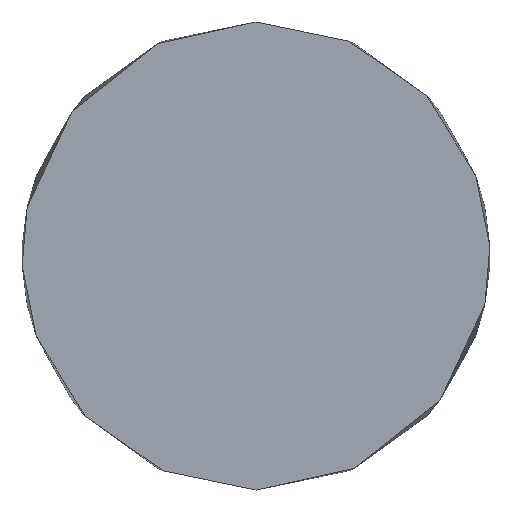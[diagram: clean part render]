
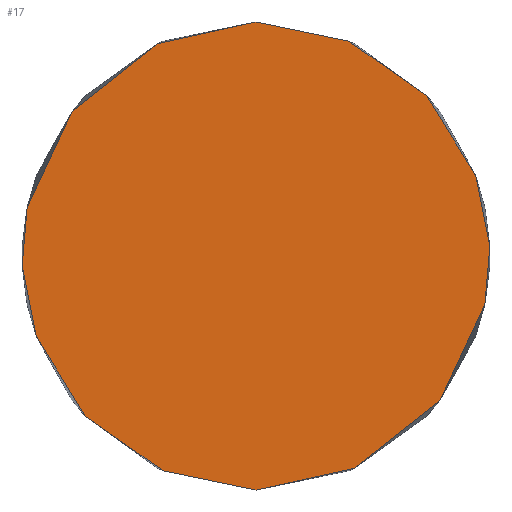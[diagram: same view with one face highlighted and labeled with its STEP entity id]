
A CAD part, front view. The second image highlights one B-rep face of the part: STEP entity #17.
In plain terms, the highlighted free-form (B-spline) face has degree [1, 1] with [2, 2] control points.
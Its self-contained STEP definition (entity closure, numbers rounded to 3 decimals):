
#17=ADVANCED_FACE('',(#21),#55,.T.);
#21=FACE_OUTER_BOUND('',#25,.T.);
#25=EDGE_LOOP('',(#36,#37));
#36=ORIENTED_EDGE('',*,*,#40,.F.);
#37=ORIENTED_EDGE('',*,*,#43,.F.);
#40=EDGE_CURVE('',#52,#53,#47,.T.);
#43=EDGE_CURVE('',#53,#52,#49,.T.);
#47=(
BOUNDED_CURVE()
B_SPLINE_CURVE(2,(#207,#208,#209,#210,#211),.UNSPECIFIED.,.F.,.F.)
B_SPLINE_CURVE_WITH_KNOTS((3,2,3),(0.,6.283,12.566),
 .UNSPECIFIED.)
CURVE()
GEOMETRIC_REPRESENTATION_ITEM()
RATIONAL_B_SPLINE_CURVE((1.,0.707,1.,0.707,1.))
REPRESENTATION_ITEM('')
);
#49=(
BOUNDED_CURVE()
B_SPLINE_CURVE(2,(#219,#220,#221,#222,#223),.UNSPECIFIED.,.F.,.F.)
B_SPLINE_CURVE_WITH_KNOTS((3,2,3),(0.,6.283,12.566),
 .UNSPECIFIED.)
CURVE()
GEOMETRIC_REPRESENTATION_ITEM()
RATIONAL_B_SPLINE_CURVE((1.,0.707,1.,0.707,1.))
REPRESENTATION_ITEM('')
);
#52=VERTEX_POINT('',#198);
#53=VERTEX_POINT('',#199);
#55=B_SPLINE_SURFACE_WITH_KNOTS('',1,1,((#192,#193),(#194,#195)),
 .UNSPECIFIED.,.F.,.F.,.F.,(2,2),(2,2),(-4.801,4.801),(-4.801,4.801),
 .UNSPECIFIED.);
#192=CARTESIAN_POINT('',(-4.801,0.,-4.801));
#193=CARTESIAN_POINT('',(-4.801,0.,4.801));
#194=CARTESIAN_POINT('',(4.801,0.,-4.801));
#195=CARTESIAN_POINT('',(4.801,0.,4.801));
#198=CARTESIAN_POINT('',(0.,0.,4.));
#199=CARTESIAN_POINT('',(0.,0.,-4.));
#207=CARTESIAN_POINT('',(0.,0.,4.));
#208=CARTESIAN_POINT('',(4.,0.,4.));
#209=CARTESIAN_POINT('',(4.,0.,0.));
#210=CARTESIAN_POINT('',(4.,0.,-4.));
#211=CARTESIAN_POINT('',(0.,0.,-4.));
#219=CARTESIAN_POINT('',(0.,0.,-4.));
#220=CARTESIAN_POINT('',(-4.,0.,-4.));
#221=CARTESIAN_POINT('',(-4.,0.,0.));
#222=CARTESIAN_POINT('',(-4.,0.,4.));
#223=CARTESIAN_POINT('',(0.,0.,4.));
